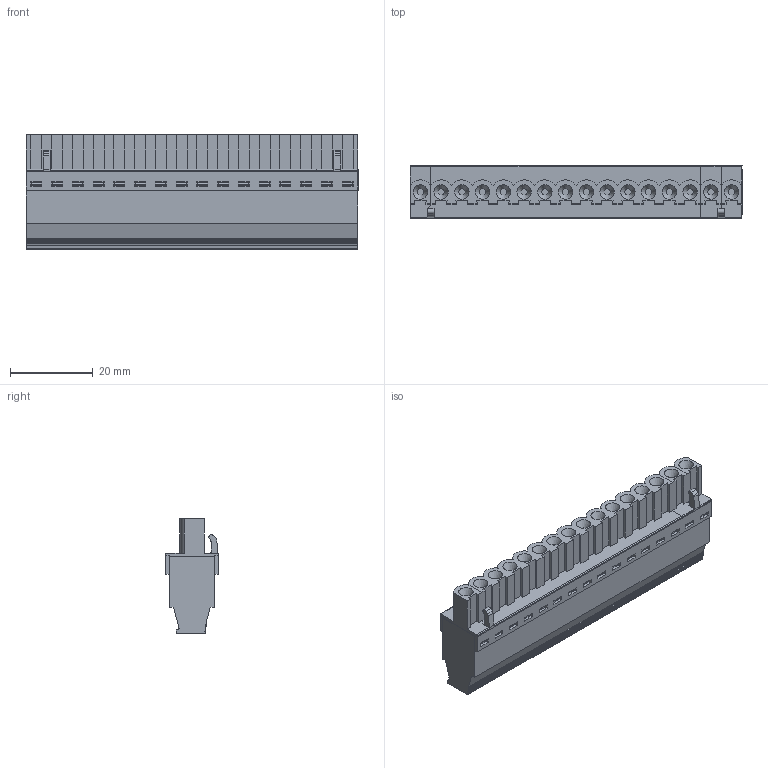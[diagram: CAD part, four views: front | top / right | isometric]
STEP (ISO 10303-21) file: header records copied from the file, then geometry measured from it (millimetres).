
FILE_DESCRIPTION(('STEP AP214'),'1');
FILE_NAME('SV16-5-P.stp','2020-03-24T10:39:38',(' '),(' '),'Spatial InterOp 3D',' ',' ');
FILE_SCHEMA(('AUTOMOTIVE_DESIGN { 1 0 10303 214 1 1 1 1 }'));
Length unit declared in the file: metre
Products named in the file (1): 1
Bounding box: 80 x 12.59 x 27.6 mm (x, y, z)
Volume: 17995 mm3; surface area: 9501.5 mm2
Topology: 1 solids, 1 shells, 929 faces, 2323 edges, 1540 vertices
Faces by surface type: plane 752, cylinder 145, cone 32
Full cylindrical faces by diameter (mm): 1.588 x16, 2.6 x16, 2.829 x16, 3.474 x1, 3.8 x16, 3.97 x16
Entity records: 33514 total; most frequent: CARTESIAN_POINT 4682, DIRECTION 4266, ORIENTED_EDGE 4230, EDGE_CURVE 2115, LINE 1738, VECTOR 1738, VERTEX_POINT 1445, AXIS2_PLACEMENT_3D 1264
